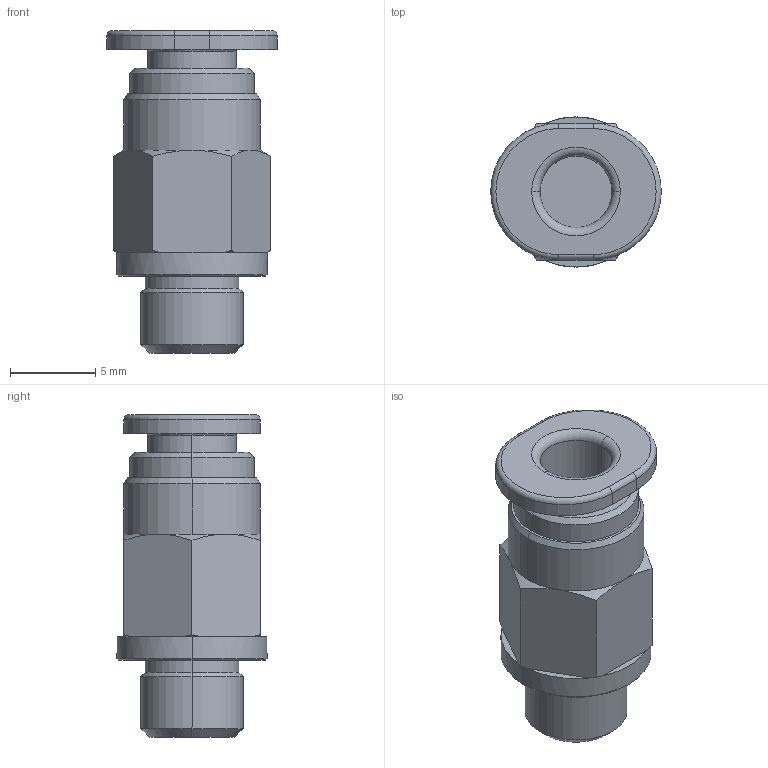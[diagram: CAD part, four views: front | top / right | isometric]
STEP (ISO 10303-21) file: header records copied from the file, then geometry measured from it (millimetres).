
FILE_DESCRIPTION((''),'2;1');
FILE_NAME('PC04M6C-mdt.stp','2017-07-24T14:29:57',(''),(''),'Mechanical Desktop 2009','Mechanical Desktop 2009',', , ');
FILE_SCHEMA(('CONFIG_CONTROL_DESIGN'));
Length unit declared in the file: millimetre
Products named in the file (3): PC04M6C-MDTA; PC04M6C-MDT; COLLAR-C04C
Assembly tree (3 placements, depth 2):
  PC04M6C-MDTA
    PC04M6C-MDT
    COLLAR-C04C  x2
Bounding box: 10 x 8.8 x 18.9 mm (x, y, z)
Volume: 666.8 mm3; surface area: 840.8 mm2
Topology: 1 solids, 1 shells, 72 faces, 152 edges, 88 vertices
Faces by surface type: cone 22, plane 22, cylinder 20, bspline 4, torus 4
Entity records: 2183 total; most frequent: CARTESIAN_POINT 540, DIRECTION 352, ORIENTED_EDGE 304, AXIS2_PLACEMENT_3D 152, EDGE_CURVE 152, VERTEX_POINT 88, CIRCLE 80, EDGE_LOOP 78
